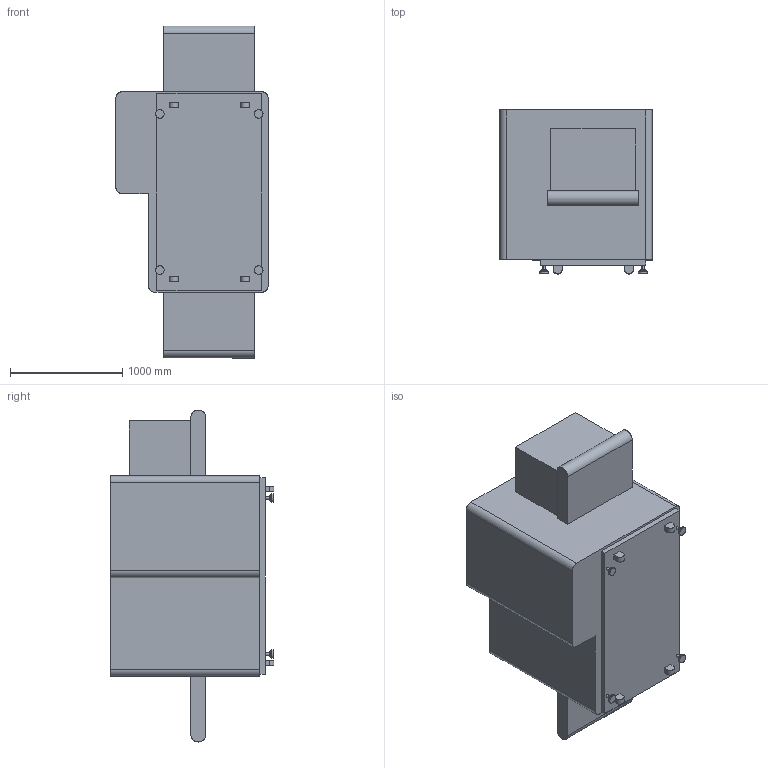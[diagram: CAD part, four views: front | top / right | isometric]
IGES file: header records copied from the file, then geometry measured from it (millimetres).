
Start section: SolidWorks IGES file using analytic representation for surfaces
Global section: file name: FEP ME 755 AMX.IGS; native system: SolidWorks 2017; preprocessor: SolidWorks 2017; author: ASnow; date: 170406.051906; units: millimetre
Bounding box: 1360 x 1459.75 x 2960 mm (x, y, z)
Surface area: 15637017.7 mm2 (no closed solid volume)
Topology: 0 solids, 0 shells, 97 faces, 2114 edges, 2116 vertices
Faces by surface type: bspline 53, revolution 44
